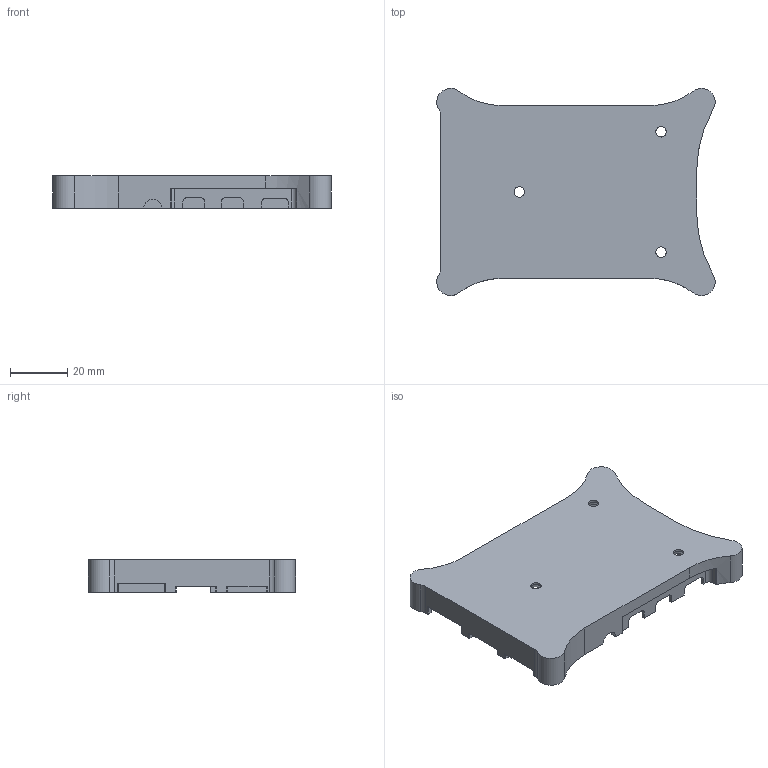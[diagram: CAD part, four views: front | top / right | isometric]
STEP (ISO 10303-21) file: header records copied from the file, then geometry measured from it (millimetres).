
FILE_DESCRIPTION( ( '' ), ' ' );
FILE_NAME( '5d3f2b35d891cd15cbed70e3.step', '2019-07-29T17:21:57', ( '' ), ( '' ), ' ', ' ', ' ' );
FILE_SCHEMA( ( 'AUTOMOTIVE_DESIGN { 1 0 10303 214 1 1 1 1 }' ) );
Length unit declared in the file: metre
Products named in the file (1): Bottom 7-28-2019
Bounding box: 97.27 x 72.38 x 11.43 mm (x, y, z)
Volume: 25395 mm3; surface area: 17536.1 mm2
Topology: 1 solids, 1 shells, 109 faces, 331 edges, 224 vertices
Faces by surface type: cylinder 56, plane 46, cone 7
Full cylindrical faces by diameter (mm): 3.048 x4, 3.658 x3
Entity records: 4506 total; most frequent: DIRECTION 640, CARTESIAN_POINT 633, ORIENTED_EDGE 612, EDGE_CURVE 306, AXIS2_PLACEMENT_3D 224, VERTEX_POINT 217, LINE 192, VECTOR 192
